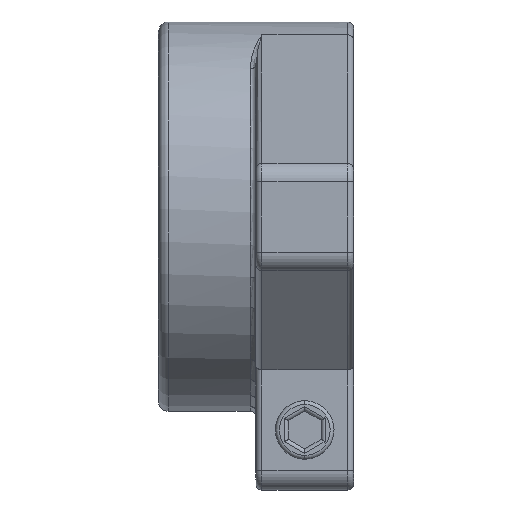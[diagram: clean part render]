
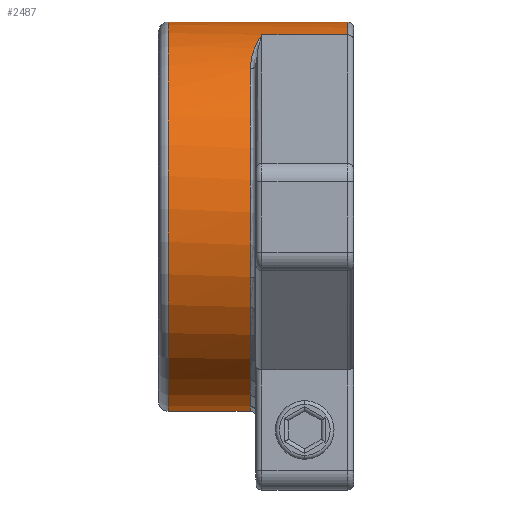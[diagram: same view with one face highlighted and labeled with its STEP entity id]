
A CAD part, left-side view. The second image highlights one B-rep face of the part: STEP entity #2487.
In plain terms, the highlighted cylindrical face has radius 10 mm (diameter 20 mm), a partial arc.
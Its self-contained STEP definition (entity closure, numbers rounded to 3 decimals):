
#7 = CARTESIAN_POINT ( 'NONE',  ( 0.825, 5., -9.966 ) ) ;
#37 = CARTESIAN_POINT ( 'NONE',  ( 4.604, 4.982, 8.896 ) ) ;
#172 = VERTEX_POINT ( 'NONE', #3140 ) ;
#178 = AXIS2_PLACEMENT_3D ( 'NONE', #904, #3015, #1216 ) ;
#194 = CARTESIAN_POINT ( 'NONE',  ( -5.339, 5.152, 8.46 ) ) ;
#200 = VERTEX_POINT ( 'NONE', #1944 ) ;
#220 = ORIENTED_EDGE ( 'NONE', *, *, #2877, .T. ) ;
#222 = CIRCLE ( 'NONE', #294, 10. ) ;
#231 = VERTEX_POINT ( 'NONE', #1660 ) ;
#294 = AXIS2_PLACEMENT_3D ( 'NONE', #2682, #875, #2977 ) ;
#300 = CARTESIAN_POINT ( 'NONE',  ( 0., 5.3, 0. ) ) ;
#345 = CARTESIAN_POINT ( 'NONE',  ( 5.58, 5.202, 8.303 ) ) ;
#409 = ORIENTED_EDGE ( 'NONE', *, *, #1046, .F. ) ;
#441 = VERTEX_POINT ( 'NONE', #1628 ) ;
#476 = CARTESIAN_POINT ( 'NONE',  ( -0.825, 5.3, -9.966 ) ) ;
#480 = CIRCLE ( 'NONE', #178, 10. ) ;
#497 = CARTESIAN_POINT ( 'NONE',  ( -4.091, 4.84, 9.142 ) ) ;
#551 = CARTESIAN_POINT ( 'NONE',  ( 0., 0.3, 0. ) ) ;
#600 = ORIENTED_EDGE ( 'NONE', *, *, #3838, .T. ) ;
#605 = DIRECTION ( 'NONE',  ( 0., 0., 1. ) ) ;
#633 = CARTESIAN_POINT ( 'NONE',  ( 6.277, 5.3, 7.79 ) ) ;
#724 = VERTEX_POINT ( 'NONE', #2631 ) ;
#755 = EDGE_CURVE ( 'NONE', #3392, #200, #2279, .T. ) ;
#848 = DIRECTION ( 'NONE',  ( 0., 0., 1. ) ) ;
#863 = DIRECTION ( 'NONE',  ( 0., -1., 0. ) ) ;
#875 = DIRECTION ( 'NONE',  ( 0., 1., 0. ) ) ;
#904 = CARTESIAN_POINT ( 'NONE',  ( 0., 9.5, 0. ) ) ;
#968 = ORIENTED_EDGE ( 'NONE', *, *, #3747, .T. ) ;
#1046 = EDGE_CURVE ( 'NONE', #3097, #2052, #3123, .T. ) ;
#1058 = ORIENTED_EDGE ( 'NONE', *, *, #2507, .T. ) ;
#1106 = CYLINDRICAL_SURFACE ( 'NONE', #2218, 10. ) ;
#1177 = DIRECTION ( 'NONE',  ( 0., 0., -1. ) ) ;
#1184 = DIRECTION ( 'NONE',  ( 0., -1., 0. ) ) ;
#1187 = B_SPLINE_CURVE_WITH_KNOTS ( 'NONE', 3,
 ( #3464, #3187, #3777, #2002, #194, #2303, #497, #2594 ),
 .UNSPECIFIED., .F., .F.,
 ( 4, 2, 2, 4 ),
 ( 0., 0.001, 0.002, 0.003 ),
 .UNSPECIFIED. ) ;
#1199 = CARTESIAN_POINT ( 'NONE',  ( 3.565, 5., 9.343 ) ) ;
#1213 = LINE ( 'NONE', #3242, #3497 ) ;
#1216 = DIRECTION ( 'NONE',  ( 0., 0., 1. ) ) ;
#1264 = CIRCLE ( 'NONE', #3248, 10. ) ;
#1275 = CARTESIAN_POINT ( 'NONE',  ( 0., 0.3, 0. ) ) ;
#1338 = CARTESIAN_POINT ( 'NONE',  ( 0.825, 9.5, -9.966 ) ) ;
#1405 = LINE ( 'NONE', #7, #1510 ) ;
#1407 = DIRECTION ( 'NONE',  ( 0., -1., 0. ) ) ;
#1413 = EDGE_CURVE ( 'NONE', #200, #441, #480, .T. ) ;
#1425 = VECTOR ( 'NONE', #1184, 1000. ) ;
#1428 = CARTESIAN_POINT ( 'NONE',  ( 0.825, 5.3, -9.966 ) ) ;
#1448 = CARTESIAN_POINT ( 'NONE',  ( -6.499, 5.3, 7.6 ) ) ;
#1485 = ORIENTED_EDGE ( 'NONE', *, *, #3506, .T. ) ;
#1510 = VECTOR ( 'NONE', #3291, 1000. ) ;
#1556 = AXIS2_PLACEMENT_3D ( 'NONE', #2972, #863, #2674 ) ;
#1584 = VERTEX_POINT ( 'NONE', #2187 ) ;
#1590 = DIRECTION ( 'NONE',  ( 0., 0., 1. ) ) ;
#1595 = VECTOR ( 'NONE', #1407, 1000. ) ;
#1628 = CARTESIAN_POINT ( 'NONE',  ( -0.825, 9.5, -9.966 ) ) ;
#1652 = EDGE_LOOP ( 'NONE', ( #3089, #2424, #220, #409, #600, #3853, #1058, #2046, #2354, #1485, #968, #3662 ) ) ;
#1660 = CARTESIAN_POINT ( 'NONE',  ( 0., 0.3, 10. ) ) ;
#1842 = CARTESIAN_POINT ( 'NONE',  ( 4.093, 4.84, 9.142 ) ) ;
#1931 = AXIS2_PLACEMENT_3D ( 'NONE', #551, #2650, #848 ) ;
#1944 = CARTESIAN_POINT ( 'NONE',  ( 0., 9.5, 10. ) ) ;
#2002 = CARTESIAN_POINT ( 'NONE',  ( -5.58, 5.202, 8.303 ) ) ;
#2046 = ORIENTED_EDGE ( 'NONE', *, *, #755, .T. ) ;
#2052 = VERTEX_POINT ( 'NONE', #2634 ) ;
#2132 = CARTESIAN_POINT ( 'NONE',  ( 3.565, 4.7, 9.343 ) ) ;
#2144 = CARTESIAN_POINT ( 'NONE',  ( 5.339, 5.152, 8.46 ) ) ;
#2187 = CARTESIAN_POINT ( 'NONE',  ( 6.499, 5.3, 7.6 ) ) ;
#2218 = AXIS2_PLACEMENT_3D ( 'NONE', #2973, #3840, #1177 ) ;
#2279 = CIRCLE ( 'NONE', #1556, 10. ) ;
#2303 = CARTESIAN_POINT ( 'NONE',  ( -4.604, 4.982, 8.896 ) ) ;
#2349 = DIRECTION ( 'NONE',  ( 0., -1., 0. ) ) ;
#2354 = ORIENTED_EDGE ( 'NONE', *, *, #1413, .T. ) ;
#2404 = DIRECTION ( 'NONE',  ( 0., 1., 0. ) ) ;
#2424 = ORIENTED_EDGE ( 'NONE', *, *, #2680, .T. ) ;
#2448 = CARTESIAN_POINT ( 'NONE',  ( 6.049, 5.276, 7.968 ) ) ;
#2457 = EDGE_CURVE ( 'NONE', #724, #172, #1213, .T. ) ;
#2487 = ADVANCED_FACE ( 'NONE', ( #3103 ), #1106, .T. ) ;
#2507 = EDGE_CURVE ( 'NONE', #3555, #3392, #1405, .T. ) ;
#2594 = CARTESIAN_POINT ( 'NONE',  ( -3.565, 4.7, 9.343 ) ) ;
#2631 = CARTESIAN_POINT ( 'NONE',  ( -3.565, 4.7, 9.343 ) ) ;
#2634 = CARTESIAN_POINT ( 'NONE',  ( 3.565, 0.3, 9.343 ) ) ;
#2650 = DIRECTION ( 'NONE',  ( 0., 1., 0. ) ) ;
#2674 = DIRECTION ( 'NONE',  ( 0., 0., 1. ) ) ;
#2680 = EDGE_CURVE ( 'NONE', #172, #231, #3418, .T. ) ;
#2682 = CARTESIAN_POINT ( 'NONE',  ( 0., 5.3, 0. ) ) ;
#2733 = CARTESIAN_POINT ( 'NONE',  ( 6.499, 5.3, 7.6 ) ) ;
#2877 = EDGE_CURVE ( 'NONE', #231, #2052, #1264, .T. ) ;
#2906 = CARTESIAN_POINT ( 'NONE',  ( -0.825, 5., -9.966 ) ) ;
#2972 = CARTESIAN_POINT ( 'NONE',  ( 0., 9.5, 0. ) ) ;
#2973 = CARTESIAN_POINT ( 'NONE',  ( 0., 5., 0. ) ) ;
#2977 = DIRECTION ( 'NONE',  ( 0., 0., 1. ) ) ;
#3015 = DIRECTION ( 'NONE',  ( 0., -1., 0. ) ) ;
#3041 = CIRCLE ( 'NONE', #3816, 10. ) ;
#3089 = ORIENTED_EDGE ( 'NONE', *, *, #2457, .T. ) ;
#3097 = VERTEX_POINT ( 'NONE', #3741 ) ;
#3103 = FACE_OUTER_BOUND ( 'NONE', #1652, .T. ) ;
#3106 = EDGE_CURVE ( 'NONE', #3590, #724, #1187, .T. ) ;
#3123 = LINE ( 'NONE', #1199, #1425 ) ;
#3140 = CARTESIAN_POINT ( 'NONE',  ( -3.565, 0.3, 9.343 ) ) ;
#3177 = LINE ( 'NONE', #2906, #1595 ) ;
#3185 = EDGE_CURVE ( 'NONE', #1584, #3555, #222, .T. ) ;
#3187 = CARTESIAN_POINT ( 'NONE',  ( -6.277, 5.3, 7.79 ) ) ;
#3242 = CARTESIAN_POINT ( 'NONE',  ( -3.565, 5., 9.343 ) ) ;
#3248 = AXIS2_PLACEMENT_3D ( 'NONE', #1275, #3379, #1590 ) ;
#3291 = DIRECTION ( 'NONE',  ( 0., 1., 0. ) ) ;
#3379 = DIRECTION ( 'NONE',  ( 0., 1., 0. ) ) ;
#3391 = B_SPLINE_CURVE_WITH_KNOTS ( 'NONE', 3,
 ( #2132, #1842, #37, #2144, #345, #2448, #633, #2733 ),
 .UNSPECIFIED., .F., .F.,
 ( 4, 2, 2, 4 ),
 ( 0., 0.002, 0.003, 0.003 ),
 .UNSPECIFIED. ) ;
#3392 = VERTEX_POINT ( 'NONE', #1338 ) ;
#3418 = CIRCLE ( 'NONE', #1931, 10. ) ;
#3441 = VERTEX_POINT ( 'NONE', #476 ) ;
#3464 = CARTESIAN_POINT ( 'NONE',  ( -6.499, 5.3, 7.6 ) ) ;
#3497 = VECTOR ( 'NONE', #2349, 1000. ) ;
#3506 = EDGE_CURVE ( 'NONE', #441, #3441, #3177, .T. ) ;
#3555 = VERTEX_POINT ( 'NONE', #1428 ) ;
#3590 = VERTEX_POINT ( 'NONE', #1448 ) ;
#3662 = ORIENTED_EDGE ( 'NONE', *, *, #3106, .T. ) ;
#3741 = CARTESIAN_POINT ( 'NONE',  ( 3.565, 4.7, 9.343 ) ) ;
#3747 = EDGE_CURVE ( 'NONE', #3441, #3590, #3041, .T. ) ;
#3777 = CARTESIAN_POINT ( 'NONE',  ( -6.049, 5.276, 7.968 ) ) ;
#3816 = AXIS2_PLACEMENT_3D ( 'NONE', #300, #2404, #605 ) ;
#3838 = EDGE_CURVE ( 'NONE', #3097, #1584, #3391, .T. ) ;
#3840 = DIRECTION ( 'NONE',  ( 0., -1., 0. ) ) ;
#3853 = ORIENTED_EDGE ( 'NONE', *, *, #3185, .T. ) ;
